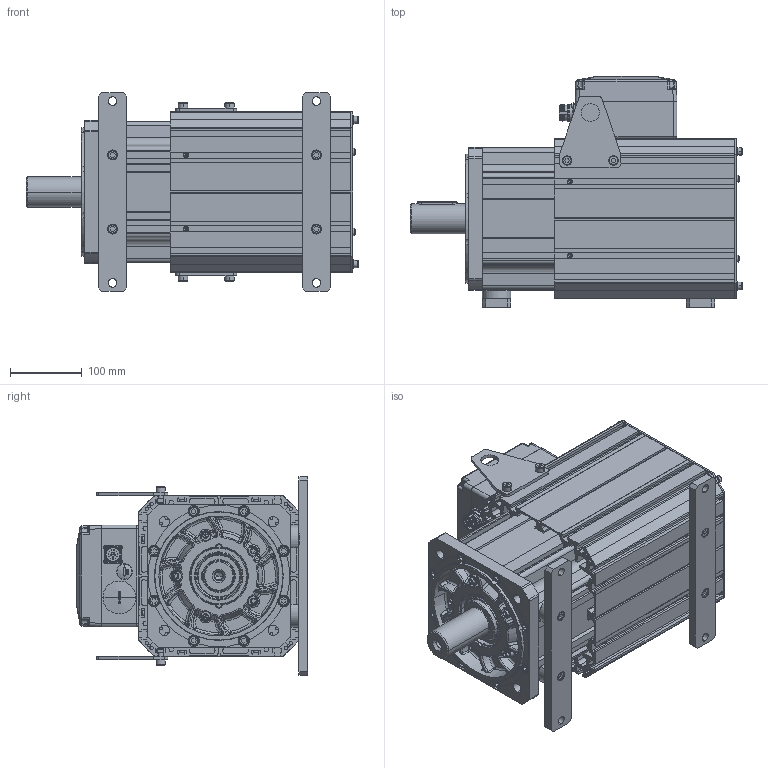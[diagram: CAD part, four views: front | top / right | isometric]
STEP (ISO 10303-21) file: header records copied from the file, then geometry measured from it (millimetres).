
FILE_DESCRIPTION((''),'2;1');
FILE_NAME('67928N-0_SW0001','2016-06-16T',('yanyerong'),(''),'PRO/ENGINEER BY PARAMETRIC TECHNOLOGY CORPORATION, 2010430','PRO/ENGINEER BY PARAMETRIC TECHNOLOGY CORPORATION, 2010430','');
FILE_SCHEMA(('CONFIG_CONTROL_DESIGN'));
Products named in the file (1): 67928N-0_SW0001
Bounding box: 464.1 x 323 x 278 mm (x, y, z)
Surface area: 1724866.3 mm2 (no closed solid volume)
Topology: 0 solids, 145 shells, 2492 faces, 7180 edges, 4828 vertices
Faces by surface type: plane 1160, cylinder 576, bspline 249, torus 239, cone 188, sphere 80
Entity records: 99075 total; most frequent: CARTESIAN_POINT 35035, DIRECTION 13537, ORIENTED_EDGE 12267, EDGE_CURVE 7177, AXIS2_PLACEMENT_3D 4893, VERTEX_POINT 4828, VECTOR 3751, LINE 3751
